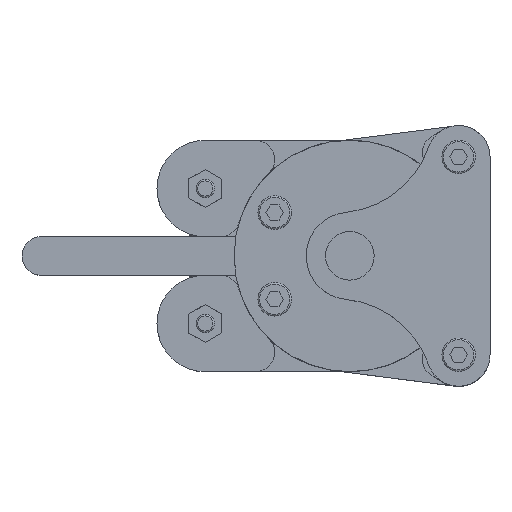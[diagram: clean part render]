
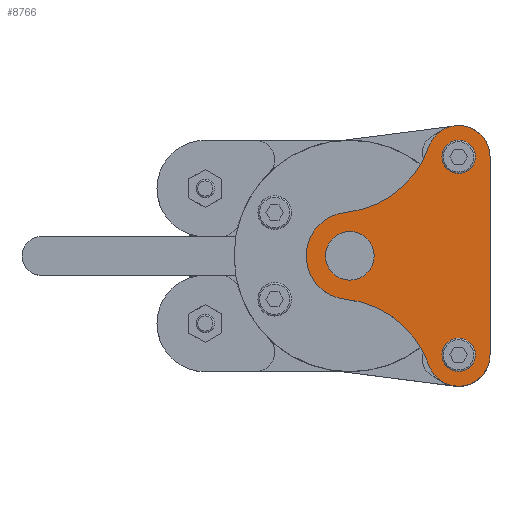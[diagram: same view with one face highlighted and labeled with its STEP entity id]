
A CAD part, top view. The second image highlights one B-rep face of the part: STEP entity #8766.
In plain terms, the highlighted face is planar.
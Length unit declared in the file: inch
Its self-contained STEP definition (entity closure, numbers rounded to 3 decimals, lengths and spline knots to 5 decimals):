
#953=LINE('',#15126,#1693);
#1693=VECTOR('',#12618,0.3937);
#1996=FACE_BOUND('',#3195,.T.);
#1997=FACE_BOUND('',#3196,.T.);
#1998=FACE_BOUND('',#3197,.T.);
#2525=FACE_OUTER_BOUND('',#3194,.T.);
#3194=EDGE_LOOP('',(#7893,#7894,#7895,#7896,#7897,#7898));
#3195=EDGE_LOOP('',(#7899));
#3196=EDGE_LOOP('',(#7900));
#3197=EDGE_LOOP('',(#7901));
#3615=CIRCLE('',#9899,0.15748);
#3617=CIRCLE('',#9902,0.0689);
#3619=CIRCLE('',#9905,0.0689);
#3621=CIRCLE('',#9908,0.64265);
#3623=CIRCLE('',#9911,0.28248);
#3625=CIRCLE('',#9914,0.64265);
#3627=CIRCLE('',#9917,0.20367);
#3629=CIRCLE('',#9921,0.20367);
#4390=VERTEX_POINT('',#15080);
#4392=VERTEX_POINT('',#15086);
#4394=VERTEX_POINT('',#15092);
#4397=VERTEX_POINT('',#15099);
#4398=VERTEX_POINT('',#15101);
#4400=VERTEX_POINT('',#15107);
#4402=VERTEX_POINT('',#15113);
#4404=VERTEX_POINT('',#15119);
#4406=VERTEX_POINT('',#15125);
#5550=EDGE_CURVE('',#4390,#4390,#3615,.T.);
#5553=EDGE_CURVE('',#4392,#4392,#3617,.T.);
#5556=EDGE_CURVE('',#4394,#4394,#3619,.T.);
#5559=EDGE_CURVE('',#4397,#4398,#3621,.T.);
#5563=EDGE_CURVE('',#4397,#4400,#3623,.T.);
#5566=EDGE_CURVE('',#4402,#4400,#3625,.T.);
#5568=EDGE_CURVE('',#4404,#4398,#3627,.T.);
#5571=EDGE_CURVE('',#4406,#4404,#953,.T.);
#5574=EDGE_CURVE('',#4402,#4406,#3629,.T.);
#7893=ORIENTED_EDGE('',*,*,#5574,.T.);
#7894=ORIENTED_EDGE('',*,*,#5571,.T.);
#7895=ORIENTED_EDGE('',*,*,#5568,.T.);
#7896=ORIENTED_EDGE('',*,*,#5559,.F.);
#7897=ORIENTED_EDGE('',*,*,#5563,.T.);
#7898=ORIENTED_EDGE('',*,*,#5566,.F.);
#7899=ORIENTED_EDGE('',*,*,#5550,.T.);
#7900=ORIENTED_EDGE('',*,*,#5553,.T.);
#7901=ORIENTED_EDGE('',*,*,#5556,.T.);
#8241=PLANE('',#9922);
#8766=ADVANCED_FACE('',(#2525,#1996,#1997,#1998),#8241,.T.);
#9899=AXIS2_PLACEMENT_3D('',#15082,#12570,#12571);
#9902=AXIS2_PLACEMENT_3D('',#15088,#12577,#12578);
#9905=AXIS2_PLACEMENT_3D('',#15094,#12584,#12585);
#9908=AXIS2_PLACEMENT_3D('',#15102,#12591,#12592);
#9911=AXIS2_PLACEMENT_3D('',#15109,#12599,#12600);
#9914=AXIS2_PLACEMENT_3D('',#15115,#12606,#12607);
#9917=AXIS2_PLACEMENT_3D('',#15120,#12612,#12613);
#9921=AXIS2_PLACEMENT_3D('',#15130,#12624,#12625);
#9922=AXIS2_PLACEMENT_3D('',#15131,#12626,#12627);
#12570=DIRECTION('center_axis',(0.,0.,
1.));
#12571=DIRECTION('ref_axis',(-1.,0.,0.));
#12577=DIRECTION('center_axis',(0.,0.,
1.));
#12578=DIRECTION('ref_axis',(-1.,0.,0.));
#12584=DIRECTION('center_axis',(0.,0.,
1.));
#12585=DIRECTION('ref_axis',(-1.,0.,0.));
#12591=DIRECTION('center_axis',(0.,0.,
-1.));
#12592=DIRECTION('ref_axis',(0.62,0.785,0.));
#12599=DIRECTION('center_axis',(0.,0.,
-1.));
#12600=DIRECTION('ref_axis',(-1.,0.,0.));
#12606=DIRECTION('center_axis',(0.,0.,
-1.));
#12607=DIRECTION('ref_axis',(0.62,-0.785,0.));
#12612=DIRECTION('center_axis',(0.,0.,
-1.));
#12613=DIRECTION('ref_axis',(1.,0.,0.));
#12618=DIRECTION('',(0.,-1.,0.));
#12624=DIRECTION('center_axis',(0.,0.,
-1.));
#12625=DIRECTION('ref_axis',(-0.944,0.329,0.));
#12626=DIRECTION('center_axis',(0.,0.,
-1.));
#12627=DIRECTION('ref_axis',(-1.,0.,0.));
#15080=CARTESIAN_POINT('',(0.15748,0.,-0.75591));
#15082=CARTESIAN_POINT('Origin',(0.,0.,
-0.75591));
#15086=CARTESIAN_POINT('',(0.7738,0.64153,-0.75591));
#15088=CARTESIAN_POINT('Origin',(0.70491,0.64153,-0.75591));
#15092=CARTESIAN_POINT('',(0.7738,-0.64153,-0.75591));
#15094=CARTESIAN_POINT('Origin',(0.70491,-0.64153,-0.75591));
#15099=CARTESIAN_POINT('',(-0.02876,-0.28101,-0.75591));
#15101=CARTESIAN_POINT('',(0.5126,-0.70862,-0.75591));
#15102=CARTESIAN_POINT('Origin',(-0.09417,-0.92033,
-0.75591));
#15107=CARTESIAN_POINT('',(-0.02876,0.28101,-0.75591));
#15109=CARTESIAN_POINT('Origin',(0.,0.,
-0.75591));
#15113=CARTESIAN_POINT('',(0.5126,0.70862,-0.75591));
#15115=CARTESIAN_POINT('Origin',(-0.09417,0.92033,-0.75591));
#15119=CARTESIAN_POINT('',(0.90857,-0.64153,-0.75591));
#15120=CARTESIAN_POINT('Origin',(0.70491,-0.64153,-0.75591));
#15125=CARTESIAN_POINT('',(0.90857,0.64153,-0.75591));
#15126=CARTESIAN_POINT('',(0.90857,0.64153,-0.75591));
#15130=CARTESIAN_POINT('Origin',(0.70491,0.64153,-0.75591));
#15131=CARTESIAN_POINT('Origin',(0.31305,0.,
-0.75591));
